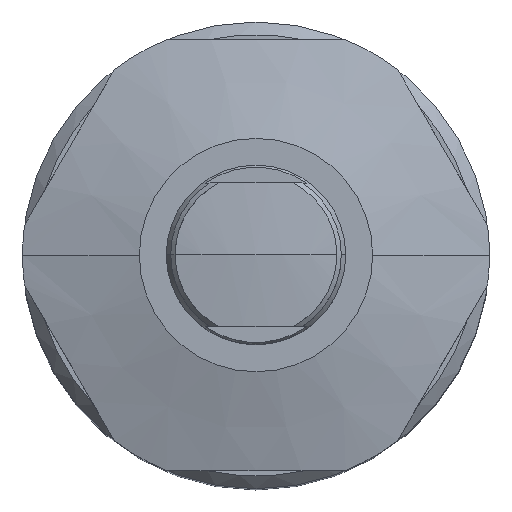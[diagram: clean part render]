
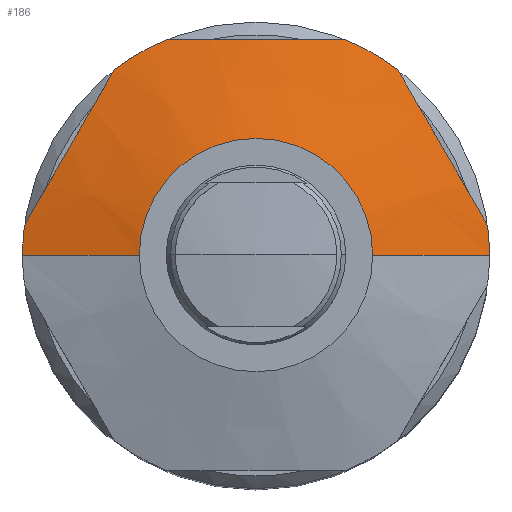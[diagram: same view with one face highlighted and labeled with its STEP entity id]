
A CAD part, top view. The second image highlights one B-rep face of the part: STEP entity #186.
In plain terms, the highlighted conical face has half-angle 75 degrees and reference radius 13 mm.
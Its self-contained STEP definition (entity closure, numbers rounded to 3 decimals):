
#172 = EDGE_CURVE ( 'NONE', #200, #173, #1347, .T. ) ;
#173 = VERTEX_POINT ( 'NONE', #1342 ) ;
#174 = ORIENTED_EDGE ( 'NONE', *, *, #175, .T. ) ;
#175 = EDGE_CURVE ( 'NONE', #173, #176, #1341, .T. ) ;
#176 = VERTEX_POINT ( 'NONE', #1340 ) ;
#177 = ORIENTED_EDGE ( 'NONE', *, *, #178, .T. ) ;
#178 = EDGE_CURVE ( 'NONE', #176, #179, #1339, .T. ) ;
#179 = VERTEX_POINT ( 'NONE', #1328 ) ;
#180 = ORIENTED_EDGE ( 'NONE', *, *, #181, .T. ) ;
#181 = EDGE_CURVE ( 'NONE', #179, #182, #1327, .T. ) ;
#182 = VERTEX_POINT ( 'NONE', #1326 ) ;
#183 = ORIENTED_EDGE ( 'NONE', *, *, #184, .T. ) ;
#184 = EDGE_CURVE ( 'NONE', #182, #185, #1325, .T. ) ;
#185 = VERTEX_POINT ( 'NONE', #1373 ) ;
#186 = ADVANCED_FACE ( 'NONE', ( #1372 ), #1371, .T. ) ;
#187 = EDGE_LOOP ( 'NONE', ( #188, #192, #195, #198, #201, #174, #177, #180, #183, #241 ) ) ;
#188 = ORIENTED_EDGE ( 'NONE', *, *, #189, .F. ) ;
#189 = EDGE_CURVE ( 'NONE', #190, #191, #1370, .T. ) ;
#190 = VERTEX_POINT ( 'NONE', #1361 ) ;
#191 = VERTEX_POINT ( 'NONE', #1360 ) ;
#192 = ORIENTED_EDGE ( 'NONE', *, *, #193, .T. ) ;
#193 = EDGE_CURVE ( 'NONE', #190, #194, #1359, .T. ) ;
#194 = VERTEX_POINT ( 'NONE', #1355 ) ;
#195 = ORIENTED_EDGE ( 'NONE', *, *, #196, .T. ) ;
#196 = EDGE_CURVE ( 'NONE', #194, #197, #1354, .T. ) ;
#197 = VERTEX_POINT ( 'NONE', #1349 ) ;
#198 = ORIENTED_EDGE ( 'NONE', *, *, #199, .T. ) ;
#199 = EDGE_CURVE ( 'NONE', #197, #200, #1348, .T. ) ;
#200 = VERTEX_POINT ( 'NONE', #1409 ) ;
#201 = ORIENTED_EDGE ( 'NONE', *, *, #172, .T. ) ;
#241 = ORIENTED_EDGE ( 'NONE', *, *, #242, .F. ) ;
#242 = EDGE_CURVE ( 'NONE', #191, #185, #1449, .T. ) ;
#1322 = CARTESIAN_POINT ( 'NONE',  ( -10.392, 6., -1.378 ) ) ;
#1323 = CARTESIAN_POINT ( 'NONE',  ( -8.726, 8.887, -1.57 ) ) ;
#1324 = CARTESIAN_POINT ( 'NONE',  ( -7.892, 10.33, -1.742 ) ) ;
#1325 = CIRCLE ( 'NONE', #1377, 13. ) ;
#1326 = CARTESIAN_POINT ( 'NONE',  ( -12.892, 1.67, -1.742 ) ) ;
#1327 = B_SPLINE_CURVE_WITH_KNOTS ( 'NONE', 3,
 ( #1324, #1323, #1322, #1379, #1378 ),
 .UNSPECIFIED., .F., .F.,
 ( 4, 1, 4 ),
 ( 0., 0.005, 0.01 ),
 .UNSPECIFIED. ) ;
#1328 = CARTESIAN_POINT ( 'NONE',  ( -7.892, 10.33, -1.742 ) ) ;
#1329 = DIRECTION ( 'NONE',  ( 1., 0., 0. ) ) ;
#1330 = DIRECTION ( 'NONE',  ( 0., 0., 1. ) ) ;
#1331 = CARTESIAN_POINT ( 'NONE',  ( 0., 0., -1.742 ) ) ;
#1332 = AXIS2_PLACEMENT_3D ( 'NONE', #1331, #1330, #1329 ) ;
#1333 = CARTESIAN_POINT ( 'NONE',  ( -5., 12., -1.742 ) ) ;
#1334 = CARTESIAN_POINT ( 'NONE',  ( -3.328, 12., -1.569 ) ) ;
#1335 = CARTESIAN_POINT ( 'NONE',  ( -1.658, 12., -1.473 ) ) ;
#1336 = CARTESIAN_POINT ( 'NONE',  ( 1.675, 12., -1.474 ) ) ;
#1337 = CARTESIAN_POINT ( 'NONE',  ( 3.339, 12., -1.57 ) ) ;
#1338 = CARTESIAN_POINT ( 'NONE',  ( 5., 12., -1.742 ) ) ;
#1339 = CIRCLE ( 'NONE', #1332, 13. ) ;
#1340 = CARTESIAN_POINT ( 'NONE',  ( -5., 12., -1.742 ) ) ;
#1341 = B_SPLINE_CURVE_WITH_KNOTS ( 'NONE', 3,
 ( #1338, #1337, #1336, #1335, #1334, #1333 ),
 .UNSPECIFIED., .F., .F.,
 ( 4, 2, 4 ),
 ( 0.029, 0.034, 0.039 ),
 .UNSPECIFIED. ) ;
#1342 = CARTESIAN_POINT ( 'NONE',  ( 5., 12., -1.742 ) ) ;
#1343 = DIRECTION ( 'NONE',  ( 1., 0., 0. ) ) ;
#1344 = DIRECTION ( 'NONE',  ( 0., 0., 1. ) ) ;
#1345 = CARTESIAN_POINT ( 'NONE',  ( 0., 0., -1.742 ) ) ;
#1346 = AXIS2_PLACEMENT_3D ( 'NONE', #1345, #1344, #1343 ) ;
#1347 = CIRCLE ( 'NONE', #1346, 13. ) ;
#1348 = B_SPLINE_CURVE_WITH_KNOTS ( 'NONE', 3,
 ( #1405, #1404, #1403, #1402, #1401 ),
 .UNSPECIFIED., .F., .F.,
 ( 4, 1, 4 ),
 ( 0., 0.005, 0.01 ),
 .UNSPECIFIED. ) ;
#1349 = CARTESIAN_POINT ( 'NONE',  ( 12.892, 1.67, -1.742 ) ) ;
#1350 = DIRECTION ( 'NONE',  ( 1., 0., 0. ) ) ;
#1351 = DIRECTION ( 'NONE',  ( 0., 0., 1. ) ) ;
#1352 = CARTESIAN_POINT ( 'NONE',  ( 0., 0., -1.742 ) ) ;
#1353 = AXIS2_PLACEMENT_3D ( 'NONE', #1352, #1351, #1350 ) ;
#1354 = CIRCLE ( 'NONE', #1353, 13. ) ;
#1355 = CARTESIAN_POINT ( 'NONE',  ( 13., 0., -1.742 ) ) ;
#1356 = DIRECTION ( 'NONE',  ( 0.966, 0., -0.259 ) ) ;
#1357 = VECTOR ( 'NONE', #1356, 1000. ) ;
#1358 = CARTESIAN_POINT ( 'NONE',  ( 13., 0., -1.742 ) ) ;
#1359 = LINE ( 'NONE', #1358, #1357 ) ;
#1360 = CARTESIAN_POINT ( 'NONE',  ( -6.5, 0., 0. ) ) ;
#1361 = CARTESIAN_POINT ( 'NONE',  ( 6.5, 0., 0. ) ) ;
#1362 = DIRECTION ( 'NONE',  ( 1., 0., 0. ) ) ;
#1363 = DIRECTION ( 'NONE',  ( 0., 0., 1. ) ) ;
#1364 = CARTESIAN_POINT ( 'NONE',  ( 0., 0., 0. ) ) ;
#1365 = AXIS2_PLACEMENT_3D ( 'NONE', #1364, #1363, #1362 ) ;
#1366 = DIRECTION ( 'NONE',  ( -1., 0., 0. ) ) ;
#1367 = DIRECTION ( 'NONE',  ( 0., 0., -1. ) ) ;
#1368 = CARTESIAN_POINT ( 'NONE',  ( 0., 0., -1.742 ) ) ;
#1369 = AXIS2_PLACEMENT_3D ( 'NONE', #1368, #1367, #1366 ) ;
#1370 = CIRCLE ( 'NONE', #1365, 6.5 ) ;
#1371 = CONICAL_SURFACE ( 'NONE', #1369, 13., 1.309 ) ;
#1372 = FACE_OUTER_BOUND ( 'NONE', #187, .T. ) ;
#1373 = CARTESIAN_POINT ( 'NONE',  ( -13., 0., -1.742 ) ) ;
#1374 = DIRECTION ( 'NONE',  ( 1., 0., 0. ) ) ;
#1375 = DIRECTION ( 'NONE',  ( 0., 0., 1. ) ) ;
#1376 = CARTESIAN_POINT ( 'NONE',  ( 0., 0., -1.742 ) ) ;
#1377 = AXIS2_PLACEMENT_3D ( 'NONE', #1376, #1375, #1374 ) ;
#1378 = CARTESIAN_POINT ( 'NONE',  ( -12.892, 1.67, -1.742 ) ) ;
#1379 = CARTESIAN_POINT ( 'NONE',  ( -12.059, 3.113, -1.57 ) ) ;
#1401 = CARTESIAN_POINT ( 'NONE',  ( 7.892, 10.33, -1.742 ) ) ;
#1402 = CARTESIAN_POINT ( 'NONE',  ( 8.726, 8.887, -1.57 ) ) ;
#1403 = CARTESIAN_POINT ( 'NONE',  ( 10.392, 6., -1.378 ) ) ;
#1404 = CARTESIAN_POINT ( 'NONE',  ( 12.059, 3.113, -1.57 ) ) ;
#1405 = CARTESIAN_POINT ( 'NONE',  ( 12.892, 1.67, -1.742 ) ) ;
#1409 = CARTESIAN_POINT ( 'NONE',  ( 7.892, 10.33, -1.742 ) ) ;
#1446 = DIRECTION ( 'NONE',  ( -0.966, 0., -0.259 ) ) ;
#1447 = VECTOR ( 'NONE', #1446, 1000. ) ;
#1448 = CARTESIAN_POINT ( 'NONE',  ( -13., 0., -1.742 ) ) ;
#1449 = LINE ( 'NONE', #1448, #1447 ) ;
